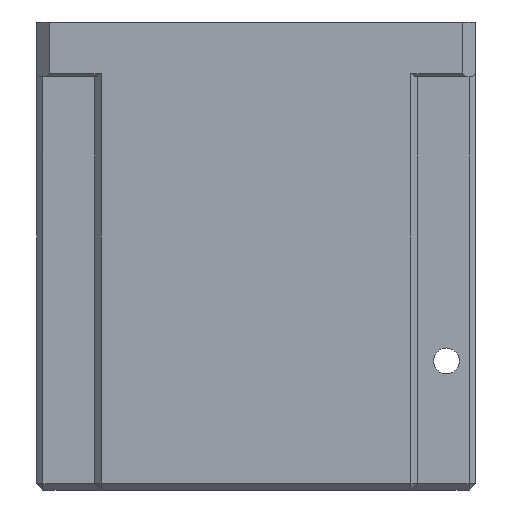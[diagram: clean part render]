
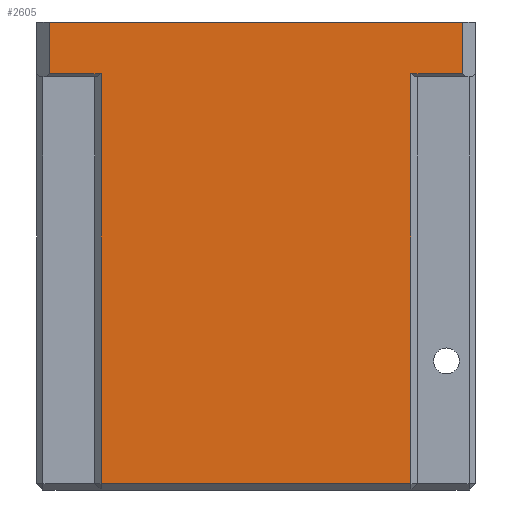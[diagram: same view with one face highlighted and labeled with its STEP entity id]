
A CAD part, left-side view. The second image highlights one B-rep face of the part: STEP entity #2605.
In plain terms, the highlighted planar face has unit normal (-1, 0, 0).
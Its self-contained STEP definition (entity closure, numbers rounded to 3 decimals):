
#121=FACE_OUTER_BOUND('',#275,.T.);
#275=EDGE_LOOP('',(#1828,#1829,#1830,#1831,#1832,#1833,#1834,#1835));
#496=LINE('',#3767,#835);
#505=LINE('',#3788,#844);
#508=LINE('',#3794,#847);
#509=LINE('',#3796,#848);
#510=LINE('',#3797,#849);
#511=LINE('',#3799,#850);
#512=LINE('',#3801,#851);
#513=LINE('',#3802,#852);
#835=VECTOR('',#3040,10.);
#844=VECTOR('',#3055,10.);
#847=VECTOR('',#3060,10.);
#848=VECTOR('',#3061,10.);
#849=VECTOR('',#3062,10.);
#850=VECTOR('',#3063,10.);
#851=VECTOR('',#3064,10.);
#852=VECTOR('',#3065,10.);
#1167=VERTEX_POINT('',#3764);
#1168=VERTEX_POINT('',#3766);
#1176=VERTEX_POINT('',#3785);
#1177=VERTEX_POINT('',#3787);
#1179=VERTEX_POINT('',#3793);
#1180=VERTEX_POINT('',#3795);
#1181=VERTEX_POINT('',#3798);
#1182=VERTEX_POINT('',#3800);
#1417=EDGE_CURVE('',#1167,#1168,#496,.T.);
#1427=EDGE_CURVE('',#1176,#1177,#505,.T.);
#1430=EDGE_CURVE('',#1177,#1179,#508,.T.);
#1431=EDGE_CURVE('',#1180,#1176,#509,.T.);
#1432=EDGE_CURVE('',#1168,#1180,#510,.T.);
#1433=EDGE_CURVE('',#1181,#1167,#511,.T.);
#1434=EDGE_CURVE('',#1182,#1181,#512,.T.);
#1435=EDGE_CURVE('',#1179,#1182,#513,.T.);
#1828=ORIENTED_EDGE('',*,*,#1430,.F.);
#1829=ORIENTED_EDGE('',*,*,#1427,.F.);
#1830=ORIENTED_EDGE('',*,*,#1431,.F.);
#1831=ORIENTED_EDGE('',*,*,#1432,.F.);
#1832=ORIENTED_EDGE('',*,*,#1417,.F.);
#1833=ORIENTED_EDGE('',*,*,#1433,.F.);
#1834=ORIENTED_EDGE('',*,*,#1434,.F.);
#1835=ORIENTED_EDGE('',*,*,#1435,.F.);
#2473=PLANE('',#2774);
#2605=ADVANCED_FACE('',(#121),#2473,.T.);
#2774=AXIS2_PLACEMENT_3D('',#3792,#3058,#3059);
#3040=DIRECTION('',(0.,0.,1.));
#3055=DIRECTION('',(0.,1.,0.));
#3058=DIRECTION('center_axis',(-1.,0.,0.));
#3059=DIRECTION('ref_axis',(0.,-1.,0.));
#3060=DIRECTION('',(0.,0.,-1.));
#3061=DIRECTION('',(0.,0.,-1.));
#3062=DIRECTION('',(0.,-1.,0.));
#3063=DIRECTION('',(0.,1.,0.));
#3064=DIRECTION('',(0.,0.,1.));
#3065=DIRECTION('',(0.,1.,0.));
#3764=CARTESIAN_POINT('',(0.,6.,64.5));
#3766=CARTESIAN_POINT('',(0.,6.,72.5));
#3767=CARTESIAN_POINT('',(0.,6.,0.));
#3785=CARTESIAN_POINT('',(0.,-58.,64.5));
#3787=CARTESIAN_POINT('',(0.,-50.,64.5));
#3788=CARTESIAN_POINT('',(0.,-27.75,64.5));
#3792=CARTESIAN_POINT('Origin',(0.,0.,0.));
#3793=CARTESIAN_POINT('',(0.,-50.,1.));
#3794=CARTESIAN_POINT('',(0.,-50.,0.));
#3795=CARTESIAN_POINT('',(0.,-58.,72.5));
#3796=CARTESIAN_POINT('',(0.,-58.,35.75));
#3797=CARTESIAN_POINT('',(0.,8.,72.5));
#3798=CARTESIAN_POINT('',(0.,-2.,64.5));
#3799=CARTESIAN_POINT('',(0.,1.75,64.5));
#3800=CARTESIAN_POINT('',(0.,-2.,1.));
#3801=CARTESIAN_POINT('',(0.,-2.,0.));
#3802=CARTESIAN_POINT('',(0.,-22.5,1.));
